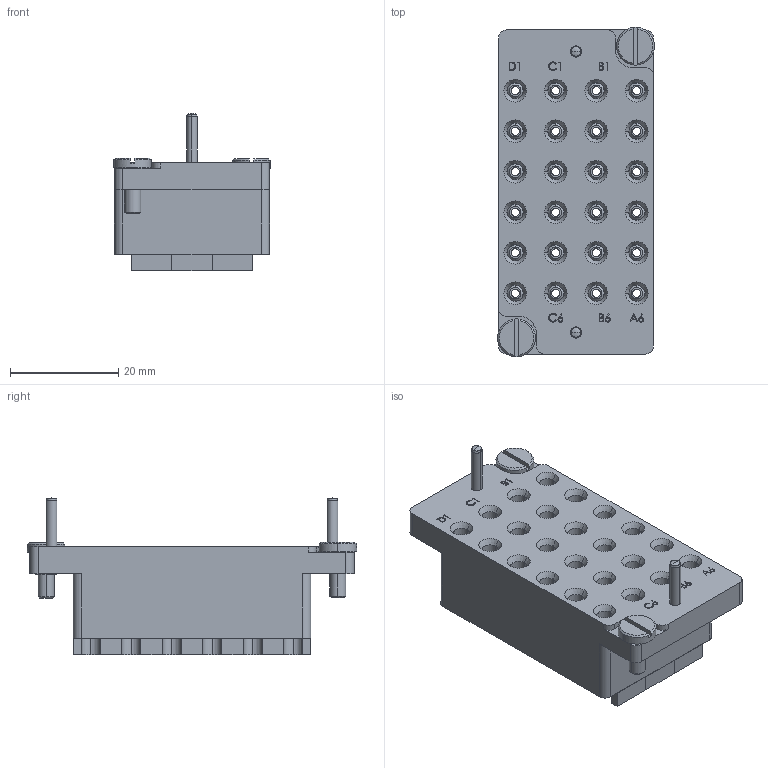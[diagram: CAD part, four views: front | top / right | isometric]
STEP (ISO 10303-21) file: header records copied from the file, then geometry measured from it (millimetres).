
FILE_DESCRIPTION (( 'STEP AP214' ), '1' );
FILE_NAME ('INGUN_30211.STEP', '2023-01-17T12:38:26', ( '' ), ( '' ), 'SwSTEP 2.0', 'SolidWorks 2021', '' );
FILE_SCHEMA (( 'AUTOMOTIVE_DESIGN' ));
Length unit declared in the file: millimetre
Products named in the file (9): DIN7991~n_M02,5x008; INFO_4647~0_S; 30214~5; 30214~5_S; INGUN_30211; 30215~0; 22042~2; DIN6325~n_02,0m6x014; DIN923~n_M03x04-A2
Assembly tree (43 placements, depth 3):
  INGUN_30211
    30214~5_S
      30214~5
      INFO_4647~0_S
    22042~2  x24
    30215~0  x3
    DIN7991~n_M02,5x008  x9
    DIN923~n_M03x04-A2  x2
    DIN6325~n_02,0m6x014  x2
Bounding box: 29 x 61 x 29.1 mm (x, y, z)
Volume: 22911.5 mm3; surface area: 22212.9 mm2
Topology: 53 solids, 53 shells, 1700 faces, 3819 edges, 2425 vertices
Faces by surface type: cylinder 849, plane 447, cone 326, bspline 70, sphere 8
Entity records: 22771 total; most frequent: CARTESIAN_POINT 7217, DIRECTION 2724, ORIENTED_EDGE 2630, EDGE_CURVE 1315, AXIS2_PLACEMENT_3D 1029, VERTEX_POINT 850, EDGE_LOOP 675, VECTOR 666
